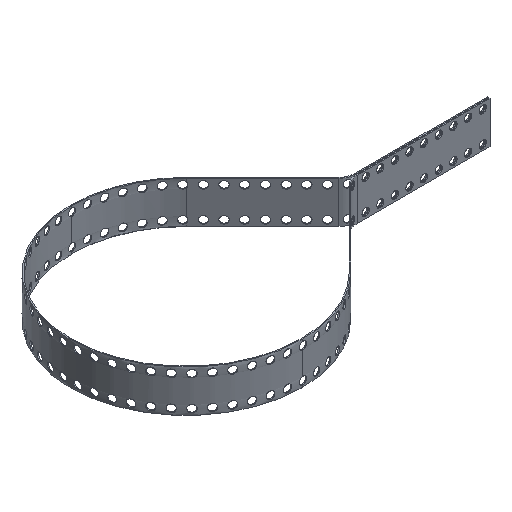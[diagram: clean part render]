
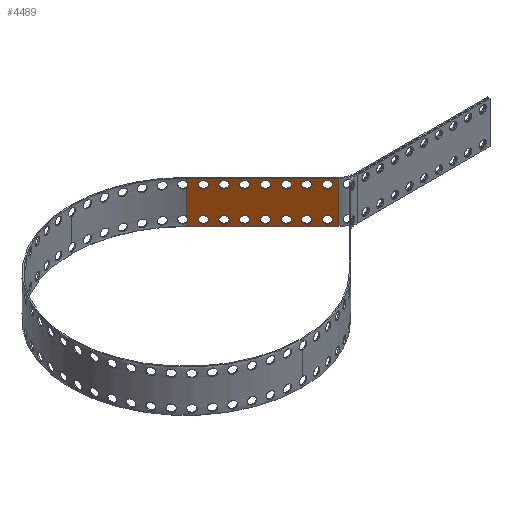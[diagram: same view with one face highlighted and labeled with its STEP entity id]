
A CAD part, isometric view. The second image highlights one B-rep face of the part: STEP entity #4489.
In plain terms, the highlighted planar face has unit normal (-0.707, -0.707, 0).
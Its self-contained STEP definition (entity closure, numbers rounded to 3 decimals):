
#34=FACE_BOUND('',#841,.T.);
#35=FACE_BOUND('',#842,.T.);
#36=FACE_BOUND('',#843,.T.);
#37=FACE_BOUND('',#844,.T.);
#38=FACE_BOUND('',#845,.T.);
#39=FACE_BOUND('',#846,.T.);
#40=FACE_BOUND('',#847,.T.);
#41=FACE_BOUND('',#848,.T.);
#42=FACE_BOUND('',#849,.T.);
#43=FACE_BOUND('',#850,.T.);
#44=FACE_BOUND('',#851,.T.);
#45=FACE_BOUND('',#852,.T.);
#46=FACE_BOUND('',#853,.T.);
#47=FACE_BOUND('',#854,.T.);
#376=CIRCLE('',#4717,3.5);
#377=CIRCLE('',#4718,3.5);
#378=CIRCLE('',#4719,3.5);
#379=CIRCLE('',#4720,3.5);
#380=CIRCLE('',#4721,3.5);
#381=CIRCLE('',#4722,3.5);
#382=CIRCLE('',#4723,3.5);
#383=CIRCLE('',#4724,3.5);
#384=CIRCLE('',#4725,3.5);
#385=CIRCLE('',#4726,3.5);
#386=CIRCLE('',#4727,3.5);
#387=CIRCLE('',#4728,3.5);
#388=CIRCLE('',#4729,3.5);
#389=CIRCLE('',#4730,3.5);
#390=CIRCLE('',#4731,3.5);
#391=CIRCLE('',#4732,3.5);
#546=PLANE('',#4716);
#606=FACE_OUTER_BOUND('',#840,.T.);
#840=EDGE_LOOP('',(#3076,#3077,#3078,#3079,#3080,#3081,#3082,#3083));
#841=EDGE_LOOP('',(#3084));
#842=EDGE_LOOP('',(#3085));
#843=EDGE_LOOP('',(#3086));
#844=EDGE_LOOP('',(#3087));
#845=EDGE_LOOP('',(#3088));
#846=EDGE_LOOP('',(#3089));
#847=EDGE_LOOP('',(#3090));
#848=EDGE_LOOP('',(#3091));
#849=EDGE_LOOP('',(#3092));
#850=EDGE_LOOP('',(#3093));
#851=EDGE_LOOP('',(#3094));
#852=EDGE_LOOP('',(#3095));
#853=EDGE_LOOP('',(#3096));
#854=EDGE_LOOP('',(#3097));
#1323=LINE('',#12394,#1587);
#1324=LINE('',#12395,#1588);
#1325=LINE('',#12396,#1589);
#1326=LINE('',#12400,#1590);
#1327=LINE('',#12402,#1591);
#1328=LINE('',#12403,#1592);
#1587=VECTOR('',#5063,10.);
#1588=VECTOR('',#5064,10.);
#1589=VECTOR('',#5065,10.);
#1590=VECTOR('',#5070,10.);
#1591=VECTOR('',#5071,10.);
#1592=VECTOR('',#5072,10.);
#1987=VERTEX_POINT('',#6253);
#1988=VERTEX_POINT('',#6255);
#1993=VERTEX_POINT('',#6659);
#1994=VERTEX_POINT('',#6661);
#1998=VERTEX_POINT('',#6697);
#2011=VERTEX_POINT('',#7280);
#2032=VERTEX_POINT('',#12399);
#2033=VERTEX_POINT('',#12401);
#2034=VERTEX_POINT('',#12405);
#2035=VERTEX_POINT('',#12407);
#2036=VERTEX_POINT('',#12409);
#2037=VERTEX_POINT('',#12411);
#2038=VERTEX_POINT('',#12413);
#2039=VERTEX_POINT('',#12415);
#2040=VERTEX_POINT('',#12417);
#2041=VERTEX_POINT('',#12419);
#2042=VERTEX_POINT('',#12421);
#2043=VERTEX_POINT('',#12423);
#2044=VERTEX_POINT('',#12425);
#2045=VERTEX_POINT('',#12427);
#2046=VERTEX_POINT('',#12429);
#2047=VERTEX_POINT('',#12431);
#2427=EDGE_CURVE('',#1994,#1998,#1323,.T.);
#2428=EDGE_CURVE('',#1988,#1993,#1324,.T.);
#2429=EDGE_CURVE('',#2011,#1987,#1325,.T.);
#2430=EDGE_CURVE('',#1993,#1994,#376,.T.);
#2431=EDGE_CURVE('',#2032,#1998,#1326,.T.);
#2432=EDGE_CURVE('',#2032,#2033,#1327,.T.);
#2433=EDGE_CURVE('',#2011,#2033,#1328,.T.);
#2434=EDGE_CURVE('',#1987,#1988,#377,.T.);
#2435=EDGE_CURVE('',#2034,#2034,#378,.T.);
#2436=EDGE_CURVE('',#2035,#2035,#379,.T.);
#2437=EDGE_CURVE('',#2036,#2036,#380,.T.);
#2438=EDGE_CURVE('',#2037,#2037,#381,.T.);
#2439=EDGE_CURVE('',#2038,#2038,#382,.T.);
#2440=EDGE_CURVE('',#2039,#2039,#383,.T.);
#2441=EDGE_CURVE('',#2040,#2040,#384,.T.);
#2442=EDGE_CURVE('',#2041,#2041,#385,.T.);
#2443=EDGE_CURVE('',#2042,#2042,#386,.T.);
#2444=EDGE_CURVE('',#2043,#2043,#387,.T.);
#2445=EDGE_CURVE('',#2044,#2044,#388,.T.);
#2446=EDGE_CURVE('',#2045,#2045,#389,.T.);
#2447=EDGE_CURVE('',#2046,#2046,#390,.T.);
#2448=EDGE_CURVE('',#2047,#2047,#391,.T.);
#3076=ORIENTED_EDGE('',*,*,#2428,.T.);
#3077=ORIENTED_EDGE('',*,*,#2430,.T.);
#3078=ORIENTED_EDGE('',*,*,#2427,.T.);
#3079=ORIENTED_EDGE('',*,*,#2431,.F.);
#3080=ORIENTED_EDGE('',*,*,#2432,.T.);
#3081=ORIENTED_EDGE('',*,*,#2433,.F.);
#3082=ORIENTED_EDGE('',*,*,#2429,.T.);
#3083=ORIENTED_EDGE('',*,*,#2434,.T.);
#3084=ORIENTED_EDGE('',*,*,#2435,.T.);
#3085=ORIENTED_EDGE('',*,*,#2436,.T.);
#3086=ORIENTED_EDGE('',*,*,#2437,.T.);
#3087=ORIENTED_EDGE('',*,*,#2438,.T.);
#3088=ORIENTED_EDGE('',*,*,#2439,.T.);
#3089=ORIENTED_EDGE('',*,*,#2440,.T.);
#3090=ORIENTED_EDGE('',*,*,#2441,.T.);
#3091=ORIENTED_EDGE('',*,*,#2442,.T.);
#3092=ORIENTED_EDGE('',*,*,#2443,.T.);
#3093=ORIENTED_EDGE('',*,*,#2444,.T.);
#3094=ORIENTED_EDGE('',*,*,#2445,.T.);
#3095=ORIENTED_EDGE('',*,*,#2446,.T.);
#3096=ORIENTED_EDGE('',*,*,#2447,.T.);
#3097=ORIENTED_EDGE('',*,*,#2448,.T.);
#4489=ADVANCED_FACE('',(#606,#34,#35,#36,#37,#38,#39,#40,#41,#42,#43,#44,
#45,#46,#47),#546,.T.);
#4716=AXIS2_PLACEMENT_3D('',#12397,#5066,#5067);
#4717=AXIS2_PLACEMENT_3D('',#12398,#5068,#5069);
#4718=AXIS2_PLACEMENT_3D('',#12404,#5073,#5074);
#4719=AXIS2_PLACEMENT_3D('',#12406,#5075,#5076);
#4720=AXIS2_PLACEMENT_3D('',#12408,#5077,#5078);
#4721=AXIS2_PLACEMENT_3D('',#12410,#5079,#5080);
#4722=AXIS2_PLACEMENT_3D('',#12412,#5081,#5082);
#4723=AXIS2_PLACEMENT_3D('',#12414,#5083,#5084);
#4724=AXIS2_PLACEMENT_3D('',#12416,#5085,#5086);
#4725=AXIS2_PLACEMENT_3D('',#12418,#5087,#5088);
#4726=AXIS2_PLACEMENT_3D('',#12420,#5089,#5090);
#4727=AXIS2_PLACEMENT_3D('',#12422,#5091,#5092);
#4728=AXIS2_PLACEMENT_3D('',#12424,#5093,#5094);
#4729=AXIS2_PLACEMENT_3D('',#12426,#5095,#5096);
#4730=AXIS2_PLACEMENT_3D('',#12428,#5097,#5098);
#4731=AXIS2_PLACEMENT_3D('',#12430,#5099,#5100);
#4732=AXIS2_PLACEMENT_3D('',#12432,#5101,#5102);
#5063=DIRECTION('',(0.,0.,-1.));
#5064=DIRECTION('',(0.,0.,-1.));
#5065=DIRECTION('',(0.,0.,-1.));
#5066=DIRECTION('center_axis',(-0.707,-0.707,0.));
#5067=DIRECTION('ref_axis',(0.,0.,1.));
#5068=DIRECTION('center_axis',(0.707,0.707,0.));
#5069=DIRECTION('ref_axis',(0.707,-0.707,0.));
#5070=DIRECTION('',(-0.707,0.707,0.));
#5071=DIRECTION('',(0.,0.,1.));
#5072=DIRECTION('',(0.707,-0.707,0.));
#5073=DIRECTION('center_axis',(0.707,0.707,0.));
#5074=DIRECTION('ref_axis',(0.707,-0.707,0.));
#5075=DIRECTION('center_axis',(0.707,0.707,0.));
#5076=DIRECTION('ref_axis',(0.707,-0.707,0.));
#5077=DIRECTION('center_axis',(0.707,0.707,0.));
#5078=DIRECTION('ref_axis',(0.707,-0.707,0.));
#5079=DIRECTION('center_axis',(0.707,0.707,0.));
#5080=DIRECTION('ref_axis',(0.707,-0.707,0.));
#5081=DIRECTION('center_axis',(0.707,0.707,0.));
#5082=DIRECTION('ref_axis',(0.707,-0.707,0.));
#5083=DIRECTION('center_axis',(0.707,0.707,0.));
#5084=DIRECTION('ref_axis',(0.707,-0.707,0.));
#5085=DIRECTION('center_axis',(0.707,0.707,0.));
#5086=DIRECTION('ref_axis',(0.707,-0.707,0.));
#5087=DIRECTION('center_axis',(0.707,0.707,0.));
#5088=DIRECTION('ref_axis',(0.707,-0.707,0.));
#5089=DIRECTION('center_axis',(0.707,0.707,0.));
#5090=DIRECTION('ref_axis',(0.707,-0.707,0.));
#5091=DIRECTION('center_axis',(0.707,0.707,0.));
#5092=DIRECTION('ref_axis',(0.707,-0.707,0.));
#5093=DIRECTION('center_axis',(0.707,0.707,0.));
#5094=DIRECTION('ref_axis',(0.707,-0.707,0.));
#5095=DIRECTION('center_axis',(0.707,0.707,0.));
#5096=DIRECTION('ref_axis',(0.707,-0.707,0.));
#5097=DIRECTION('center_axis',(0.707,0.707,0.));
#5098=DIRECTION('ref_axis',(0.707,-0.707,0.));
#5099=DIRECTION('center_axis',(0.707,0.707,0.));
#5100=DIRECTION('ref_axis',(0.707,-0.707,0.));
#5101=DIRECTION('center_axis',(0.707,0.707,0.));
#5102=DIRECTION('ref_axis',(0.707,-0.707,0.));
#6253=CARTESIAN_POINT('',(-251.618,188.782,36.787));
#6255=CARTESIAN_POINT('',(-251.618,188.782,32.213));
#6659=CARTESIAN_POINT('',(-251.618,188.782,7.787));
#6661=CARTESIAN_POINT('',(-251.618,188.782,3.213));
#6697=CARTESIAN_POINT('',(-251.618,188.782,0.));
#7280=CARTESIAN_POINT('',(-251.618,188.782,40.));
#12394=CARTESIAN_POINT('',(-251.618,188.782,10.));
#12395=CARTESIAN_POINT('',(-251.618,188.782,13.893));
#12396=CARTESIAN_POINT('',(-251.618,188.782,28.393));
#12397=CARTESIAN_POINT('Origin',(-436.633,373.796,20.));
#12398=CARTESIAN_POINT('Origin',(-253.492,190.655,5.5));
#12399=CARTESIAN_POINT('',(-178.777,115.94,0.));
#12400=CARTESIAN_POINT('',(-793.015,730.178,0.));
#12401=CARTESIAN_POINT('',(-178.777,115.94,40.));
#12402=CARTESIAN_POINT('',(-178.777,115.94,30.));
#12403=CARTESIAN_POINT('',(-80.251,17.414,40.));
#12404=CARTESIAN_POINT('Origin',(-253.492,190.655,34.5));
#12405=CARTESIAN_POINT('',(-186.67,123.834,34.5));
#12406=CARTESIAN_POINT('Origin',(-184.196,121.359,34.5));
#12407=CARTESIAN_POINT('',(-186.67,123.834,5.5));
#12408=CARTESIAN_POINT('Origin',(-184.196,121.359,5.5));
#12409=CARTESIAN_POINT('',(-196.57,133.733,34.5));
#12410=CARTESIAN_POINT('Origin',(-194.095,131.258,34.5));
#12411=CARTESIAN_POINT('',(-196.57,133.733,5.5));
#12412=CARTESIAN_POINT('Origin',(-194.095,131.258,5.5));
#12413=CARTESIAN_POINT('',(-206.469,143.633,34.5));
#12414=CARTESIAN_POINT('Origin',(-203.995,141.158,34.5));
#12415=CARTESIAN_POINT('',(-206.469,143.633,5.5));
#12416=CARTESIAN_POINT('Origin',(-203.995,141.158,5.5));
#12417=CARTESIAN_POINT('',(-216.369,153.532,34.5));
#12418=CARTESIAN_POINT('Origin',(-213.894,151.057,34.5));
#12419=CARTESIAN_POINT('',(-216.369,153.532,5.5));
#12420=CARTESIAN_POINT('Origin',(-213.894,151.057,5.5));
#12421=CARTESIAN_POINT('',(-226.268,163.432,34.5));
#12422=CARTESIAN_POINT('Origin',(-223.794,160.957,34.5));
#12423=CARTESIAN_POINT('',(-226.268,163.432,5.5));
#12424=CARTESIAN_POINT('Origin',(-223.794,160.957,5.5));
#12425=CARTESIAN_POINT('',(-236.168,173.331,34.5));
#12426=CARTESIAN_POINT('Origin',(-233.693,170.856,34.5));
#12427=CARTESIAN_POINT('',(-236.168,173.331,5.5));
#12428=CARTESIAN_POINT('Origin',(-233.693,170.856,5.5));
#12429=CARTESIAN_POINT('',(-246.067,183.231,34.5));
#12430=CARTESIAN_POINT('Origin',(-243.593,180.756,34.5));
#12431=CARTESIAN_POINT('',(-246.067,183.231,5.5));
#12432=CARTESIAN_POINT('Origin',(-243.593,180.756,5.5));
